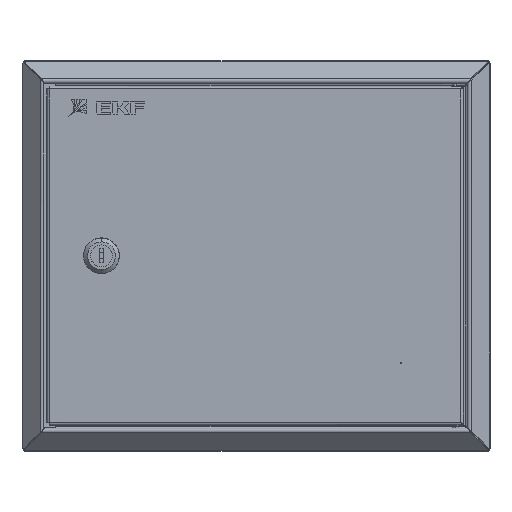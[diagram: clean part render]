
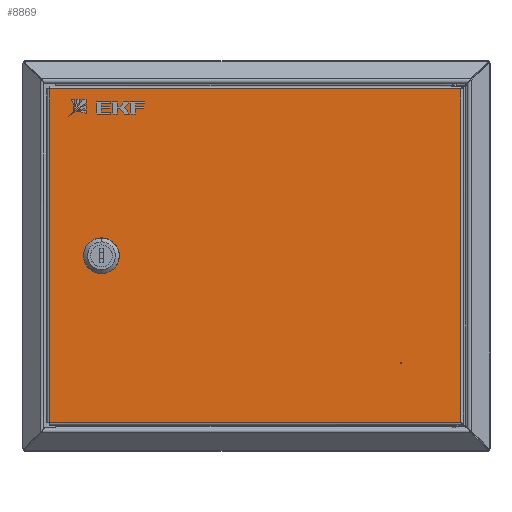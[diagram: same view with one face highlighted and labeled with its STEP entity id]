
A CAD part, top view. The second image highlights one B-rep face of the part: STEP entity #8869.
In plain terms, the highlighted planar face has unit normal (0, 0, 1).
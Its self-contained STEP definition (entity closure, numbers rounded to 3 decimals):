
#511 = DIRECTION ( 'NONE',  ( 0., 1., 0. ) ) ;
#972 = ORIENTED_EDGE ( 'NONE', *, *, #11458, .T. ) ;
#1083 = VECTOR ( 'NONE', #8585, 1000. ) ;
#1186 = CARTESIAN_POINT ( 'NONE',  ( 225.4, 40., 0. ) ) ;
#1536 = LINE ( 'NONE', #16082, #12015 ) ;
#1804 = CIRCLE ( 'NONE', #18511, 0.5 ) ;
#2738 = VERTEX_POINT ( 'NONE', #25518 ) ;
#2791 = VERTEX_POINT ( 'NONE', #19227 ) ;
#2890 = DIRECTION ( 'NONE',  ( 0., 1., 0. ) ) ;
#2982 = ORIENTED_EDGE ( 'NONE', *, *, #18856, .F. ) ;
#3355 = DIRECTION ( 'NONE',  ( -1., 0., 0. ) ) ;
#3498 = CIRCLE ( 'NONE', #5695, 9.25 ) ;
#3522 = VERTEX_POINT ( 'NONE', #14132 ) ;
#3571 = EDGE_LOOP ( 'NONE', ( #4724, #9570, #972, #13395 ) ) ;
#3820 = EDGE_CURVE ( 'NONE', #22410, #2791, #15896, .T. ) ;
#3839 = VERTEX_POINT ( 'NONE', #20651 ) ;
#4338 = EDGE_CURVE ( 'NONE', #20090, #22410, #3498, .T. ) ;
#4724 = ORIENTED_EDGE ( 'NONE', *, *, #23654, .T. ) ;
#4725 = CARTESIAN_POINT ( 'NONE',  ( 0., 215.56, 0. ) ) ;
#4875 = VECTOR ( 'NONE', #11616, 1000. ) ;
#5062 = VERTEX_POINT ( 'NONE', #23560 ) ;
#5695 = AXIS2_PLACEMENT_3D ( 'NONE', #18143, #23367, #11185 ) ;
#6506 = ORIENTED_EDGE ( 'NONE', *, *, #17788, .T. ) ;
#6727 = VERTEX_POINT ( 'NONE', #19342 ) ;
#7286 = CARTESIAN_POINT ( 'NONE',  ( 0., 1.7, 0. ) ) ;
#7805 = EDGE_CURVE ( 'NONE', #16280, #6727, #23439, .T. ) ;
#8032 = EDGE_LOOP ( 'NONE', ( #11626, #10376, #2982, #25085 ) ) ;
#8101 = DIRECTION ( 'NONE',  ( 0., 0., -1. ) ) ;
#8323 = CARTESIAN_POINT ( 'NONE',  ( 0., 1.7, 0. ) ) ;
#8416 = AXIS2_PLACEMENT_3D ( 'NONE', #13859, #13825, #13802 ) ;
#8585 = DIRECTION ( 'NONE',  ( 1., 0., 0. ) ) ;
#8869 = ADVANCED_FACE ( 'NONE', ( #26071, #15469, #14808 ), #19154, .F. ) ;
#9046 = EDGE_CURVE ( 'NONE', #2791, #3839, #25724, .T. ) ;
#9535 = CARTESIAN_POINT ( 'NONE',  ( 264.523, 215.56, 0. ) ) ;
#9570 = ORIENTED_EDGE ( 'NONE', *, *, #24193, .T. ) ;
#10376 = ORIENTED_EDGE ( 'NONE', *, *, #4338, .F. ) ;
#10400 = LINE ( 'NONE', #9535, #4875 ) ;
#10438 = CARTESIAN_POINT ( 'NONE',  ( 41.8, 112.279, 0. ) ) ;
#11185 = DIRECTION ( 'NONE',  ( 1., 0., 0. ) ) ;
#11458 = EDGE_CURVE ( 'NONE', #18242, #16280, #1536, .T. ) ;
#11616 = DIRECTION ( 'NONE',  ( -1., 0., 0. ) ) ;
#11626 = ORIENTED_EDGE ( 'NONE', *, *, #3820, .F. ) ;
#11717 = LINE ( 'NONE', #19660, #27171 ) ;
#12015 = VECTOR ( 'NONE', #16003, 1000. ) ;
#12917 = DIRECTION ( 'NONE',  ( 0., -1., 0. ) ) ;
#13105 = AXIS2_PLACEMENT_3D ( 'NONE', #18333, #18307, #18251 ) ;
#13395 = ORIENTED_EDGE ( 'NONE', *, *, #7805, .T. ) ;
#13802 = DIRECTION ( 'NONE',  ( 1., 0., 0. ) ) ;
#13825 = DIRECTION ( 'NONE',  ( 0., 0., 1. ) ) ;
#13859 = CARTESIAN_POINT ( 'NONE',  ( 33.3, 108.63, 0. ) ) ;
#14132 = CARTESIAN_POINT ( 'NONE',  ( 263.7, 215.56, 0. ) ) ;
#14808 = FACE_OUTER_BOUND ( 'NONE', #3571, .T. ) ;
#14870 = AXIS2_PLACEMENT_3D ( 'NONE', #20681, #8101, #22792 ) ;
#15469 = FACE_BOUND ( 'NONE', #8032, .T. ) ;
#15821 = DIRECTION ( 'NONE',  ( 0., 0., -1. ) ) ;
#15896 = LINE ( 'NONE', #17952, #25166 ) ;
#15903 = EDGE_CURVE ( 'NONE', #5062, #2738, #25334, .T. ) ;
#16003 = DIRECTION ( 'NONE',  ( 0., -1., 0. ) ) ;
#16055 = CARTESIAN_POINT ( 'NONE',  ( 24.8, 112.279, 0. ) ) ;
#16082 = CARTESIAN_POINT ( 'NONE',  ( 0., 0., 0. ) ) ;
#16280 = VERTEX_POINT ( 'NONE', #7286 ) ;
#17788 = EDGE_CURVE ( 'NONE', #2738, #5062, #1804, .T. ) ;
#17952 = CARTESIAN_POINT ( 'NONE',  ( 24.8, 112.279, 0. ) ) ;
#18143 = CARTESIAN_POINT ( 'NONE',  ( 33.3, 108.63, 0. ) ) ;
#18242 = VERTEX_POINT ( 'NONE', #4725 ) ;
#18251 = DIRECTION ( 'NONE',  ( -1., 0., 0. ) ) ;
#18307 = DIRECTION ( 'NONE',  ( 0., 0., -1. ) ) ;
#18333 = CARTESIAN_POINT ( 'NONE',  ( 0., 0., 0. ) ) ;
#18450 = ORIENTED_EDGE ( 'NONE', *, *, #15903, .T. ) ;
#18511 = AXIS2_PLACEMENT_3D ( 'NONE', #1186, #15821, #3355 ) ;
#18856 = EDGE_CURVE ( 'NONE', #3839, #20090, #24823, .T. ) ;
#19154 = PLANE ( 'NONE',  #13105 ) ;
#19227 = CARTESIAN_POINT ( 'NONE',  ( 24.8, 104.981, 0. ) ) ;
#19342 = CARTESIAN_POINT ( 'NONE',  ( 263.7, 1.7, 0. ) ) ;
#19660 = CARTESIAN_POINT ( 'NONE',  ( 263.7, 0.877, 0. ) ) ;
#19889 = VECTOR ( 'NONE', #511, 1000. ) ;
#20090 = VERTEX_POINT ( 'NONE', #10438 ) ;
#20651 = CARTESIAN_POINT ( 'NONE',  ( 41.8, 104.981, 0. ) ) ;
#20681 = CARTESIAN_POINT ( 'NONE',  ( 225.4, 40., 0. ) ) ;
#20894 = EDGE_LOOP ( 'NONE', ( #6506, #18450 ) ) ;
#22410 = VERTEX_POINT ( 'NONE', #16055 ) ;
#22792 = DIRECTION ( 'NONE',  ( -1., 0., 0. ) ) ;
#23367 = DIRECTION ( 'NONE',  ( 0., 0., 1. ) ) ;
#23439 = LINE ( 'NONE', #8323, #1083 ) ;
#23560 = CARTESIAN_POINT ( 'NONE',  ( 225.9, 40., 0. ) ) ;
#23654 = EDGE_CURVE ( 'NONE', #6727, #3522, #11717, .T. ) ;
#24193 = EDGE_CURVE ( 'NONE', #3522, #18242, #10400, .T. ) ;
#24823 = LINE ( 'NONE', #25700, #19889 ) ;
#25085 = ORIENTED_EDGE ( 'NONE', *, *, #9046, .F. ) ;
#25166 = VECTOR ( 'NONE', #12917, 1000. ) ;
#25334 = CIRCLE ( 'NONE', #14870, 0.5 ) ;
#25518 = CARTESIAN_POINT ( 'NONE',  ( 224.9, 40., 0. ) ) ;
#25700 = CARTESIAN_POINT ( 'NONE',  ( 41.8, 112.279, 0. ) ) ;
#25724 = CIRCLE ( 'NONE', #8416, 9.25 ) ;
#26071 = FACE_BOUND ( 'NONE', #20894, .T. ) ;
#27171 = VECTOR ( 'NONE', #2890, 1000. ) ;
